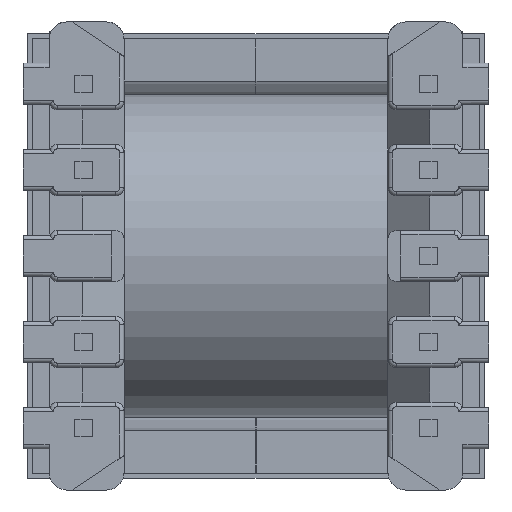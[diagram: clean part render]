
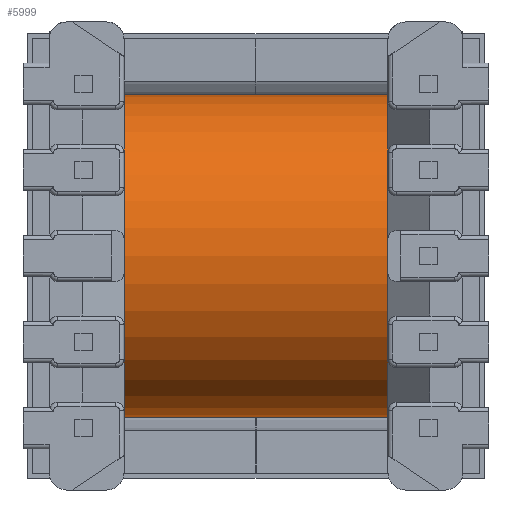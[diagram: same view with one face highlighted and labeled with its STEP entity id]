
A CAD part, front view. The second image highlights one B-rep face of the part: STEP entity #5999.
In plain terms, the highlighted cylindrical face has radius 4.765 mm (diameter 9.53 mm), a partial arc.
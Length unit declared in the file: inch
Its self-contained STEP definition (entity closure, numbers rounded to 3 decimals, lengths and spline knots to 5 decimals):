
#290 = DIRECTION ( 'NONE',  ( 0., 0., 1. ) ) ;
#480 = VERTEX_POINT ( 'NONE', #7686 ) ;
#1443 = VECTOR ( 'NONE', #6508, 39.37008 ) ;
#2763 = DIRECTION ( 'NONE',  ( 1., 0., 0. ) ) ;
#2880 = CARTESIAN_POINT ( 'NONE',  ( 0.1876, 0., -0.30591 ) ) ;
#3536 = FACE_OUTER_BOUND ( 'NONE', #3878, .T. ) ;
#3878 = EDGE_LOOP ( 'NONE', ( #11720, #4327, #12010, #7563 ) ) ;
#4327 = ORIENTED_EDGE ( 'NONE', *, *, #6340, .T. ) ;
#4940 = LINE ( 'NONE', #2880, #11917 ) ;
#5040 = VERTEX_POINT ( 'NONE', #6869 ) ;
#5071 = VERTEX_POINT ( 'NONE', #9651 ) ;
#5098 = LINE ( 'NONE', #5609, #1443 ) ;
#5609 = CARTESIAN_POINT ( 'NONE',  ( -0.1876, 0., -0.30591 ) ) ;
#5776 = CIRCLE ( 'NONE', #11889, 0.1876 ) ;
#5812 = CYLINDRICAL_SURFACE ( 'NONE', #8168, 0.1876 ) ;
#5999 = ADVANCED_FACE ( 'NONE', ( #3536 ), #5812, .T. ) ;
#6099 = CIRCLE ( 'NONE', #7925, 0.1876 ) ;
#6340 = EDGE_CURVE ( 'NONE', #5040, #480, #6099, .T. ) ;
#6508 = DIRECTION ( 'NONE',  ( 0., 0., 1. ) ) ;
#6744 = DIRECTION ( 'NONE',  ( 1., 0., 0. ) ) ;
#6869 = CARTESIAN_POINT ( 'NONE',  ( -0.1876, 0., -0.30591 ) ) ;
#6931 = EDGE_CURVE ( 'NONE', #5071, #10096, #5776, .T. ) ;
#7546 = DIRECTION ( 'NONE',  ( 0., 0., 1. ) ) ;
#7563 = ORIENTED_EDGE ( 'NONE', *, *, #6931, .F. ) ;
#7686 = CARTESIAN_POINT ( 'NONE',  ( 0.1876, 0., -0.30591 ) ) ;
#7925 = AXIS2_PLACEMENT_3D ( 'NONE', #10493, #290, #6744 ) ;
#8102 = EDGE_CURVE ( 'NONE', #480, #10096, #4940, .T. ) ;
#8168 = AXIS2_PLACEMENT_3D ( 'NONE', #9184, #11922, #8491 ) ;
#8213 = CARTESIAN_POINT ( 'NONE',  ( 0., 0., 0. ) ) ;
#8491 = DIRECTION ( 'NONE',  ( 1., 0., 0. ) ) ;
#9184 = CARTESIAN_POINT ( 'NONE',  ( 0., 0., -0.30591 ) ) ;
#9651 = CARTESIAN_POINT ( 'NONE',  ( -0.1876, 0., 0. ) ) ;
#10096 = VERTEX_POINT ( 'NONE', #11405 ) ;
#10493 = CARTESIAN_POINT ( 'NONE',  ( 0., 0., -0.30591 ) ) ;
#10771 = EDGE_CURVE ( 'NONE', #5040, #5071, #5098, .T. ) ;
#11405 = CARTESIAN_POINT ( 'NONE',  ( 0.1876, 0., 0. ) ) ;
#11720 = ORIENTED_EDGE ( 'NONE', *, *, #10771, .F. ) ;
#11889 = AXIS2_PLACEMENT_3D ( 'NONE', #8213, #12016, #2763 ) ;
#11917 = VECTOR ( 'NONE', #7546, 39.37008 ) ;
#11922 = DIRECTION ( 'NONE',  ( 0., 0., 1. ) ) ;
#12010 = ORIENTED_EDGE ( 'NONE', *, *, #8102, .T. ) ;
#12016 = DIRECTION ( 'NONE',  ( 0., 0., 1. ) ) ;
